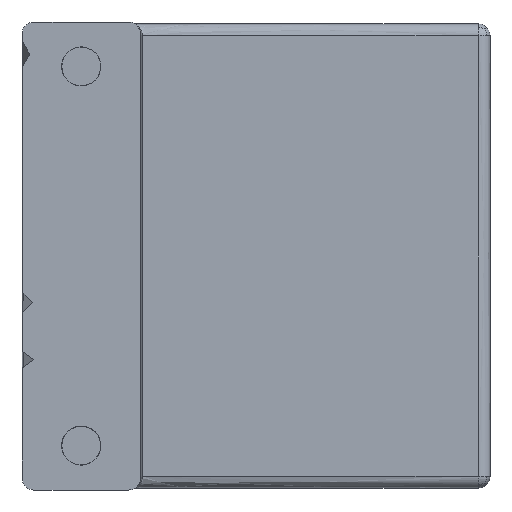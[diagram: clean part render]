
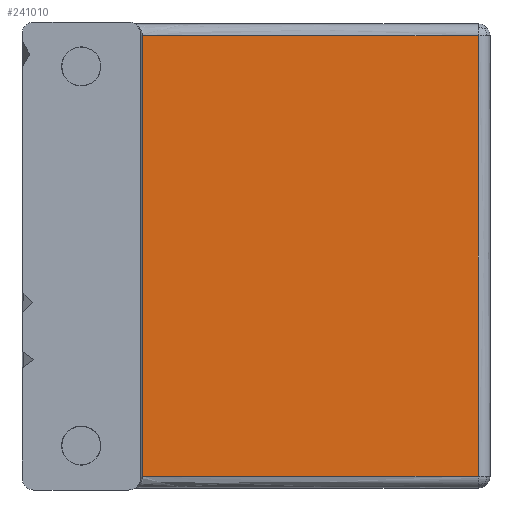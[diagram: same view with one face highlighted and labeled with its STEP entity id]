
A CAD part, front view. The second image highlights one B-rep face of the part: STEP entity #241010.
In plain terms, the highlighted planar face has unit normal (0, -1, 0).
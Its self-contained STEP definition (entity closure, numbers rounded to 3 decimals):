
#240330=CARTESIAN_POINT('',(38.5,18.,-18.584));
#240340=VERTEX_POINT('',#240330);
#240550=CARTESIAN_POINT('',(10.,18.,0.));
#240560=DIRECTION('',(-0.,-1.,-0.));
#240570=DIRECTION('',(-1.,0.,0.));
#240580=AXIS2_PLACEMENT_3D('',#240550,#240560,#240570);
#240590=PLANE('',#240580);
#240600=CARTESIAN_POINT('',(9.157,18.,18.584));
#240610=CARTESIAN_POINT('',(14.381,18.,18.584));
#240620=CARTESIAN_POINT('',(19.605,18.,18.584));
#240630=CARTESIAN_POINT('',(29.386,18.,18.584));
#240640=CARTESIAN_POINT('',(33.943,18.,18.584));
#240650=CARTESIAN_POINT('',(38.5,18.,18.584));
#240660=B_SPLINE_CURVE_WITH_KNOTS('',3,(#240600,#240610,#240620,#240630,
#240640,#240650),.UNSPECIFIED.,.F.,.F.,(4,2,4),(62.222,
77.894,91.565),.UNSPECIFIED.);
#240670=CARTESIAN_POINT('',(10.157,18.,18.584));
#240680=VERTEX_POINT('',#240670);
#240690=CARTESIAN_POINT('',(38.5,18.,18.584));
#240700=VERTEX_POINT('',#240690);
#240710=EDGE_CURVE('',#240680,#240700,#240660,.T.);
#240720=ORIENTED_EDGE('',*,*,#240710,.F.);
#240730=CARTESIAN_POINT('',(38.5,18.,18.584));
#240740=CARTESIAN_POINT('',(38.5,18.,12.389));
#240750=CARTESIAN_POINT('',(38.5,18.,6.195));
#240760=CARTESIAN_POINT('',(38.5,18.,-6.195));
#240770=CARTESIAN_POINT('',(38.5,18.,-12.389));
#240780=CARTESIAN_POINT('',(38.5,18.,-18.584));
#240790=B_SPLINE_CURVE_WITH_KNOTS('',3,(#240730,#240740,#240750,#240760,
#240770,#240780),.UNSPECIFIED.,.F.,.F.,(4,2,4),(46.365,
64.949,83.533),.UNSPECIFIED.);
#240800=EDGE_CURVE('',#240700,#240340,#240790,.T.);
#240810=ORIENTED_EDGE('',*,*,#240800,.F.);
#240820=CARTESIAN_POINT('',(9.157,18.,-18.584));
#240830=CARTESIAN_POINT('',(14.381,18.,-18.584));
#240840=CARTESIAN_POINT('',(19.605,18.,-18.584));
#240850=CARTESIAN_POINT('',(29.386,18.,-18.584));
#240860=CARTESIAN_POINT('',(33.943,18.,-18.584));
#240870=CARTESIAN_POINT('',(38.5,18.,-18.584));
#240880=B_SPLINE_CURVE_WITH_KNOTS('',3,(#240820,#240830,#240840,#240850,
#240860,#240870),.UNSPECIFIED.,.F.,.F.,(4,2,4),(62.222,
77.894,91.565),.UNSPECIFIED.);
#240890=CARTESIAN_POINT('',(10.157,18.,-18.584));
#240900=VERTEX_POINT('',#240890);
#240910=EDGE_CURVE('',#240900,#240340,#240880,.T.);
#240920=ORIENTED_EDGE('',*,*,#240910,.T.);
#240930=CARTESIAN_POINT('',(10.157,18.,0.));
#240940=DIRECTION('',(0.,0.,1.));
#240950=VECTOR('',#240940,1.);
#240960=LINE('',#240930,#240950);
#240970=EDGE_CURVE('',#240900,#240680,#240960,.T.);
#240980=ORIENTED_EDGE('',*,*,#240970,.F.);
#240990=EDGE_LOOP('',(#240980,#240920,#240810,#240720));
#241000=FACE_OUTER_BOUND('',#240990,.T.);
#241010=ADVANCED_FACE('',(#241000),#240590,.T.);
